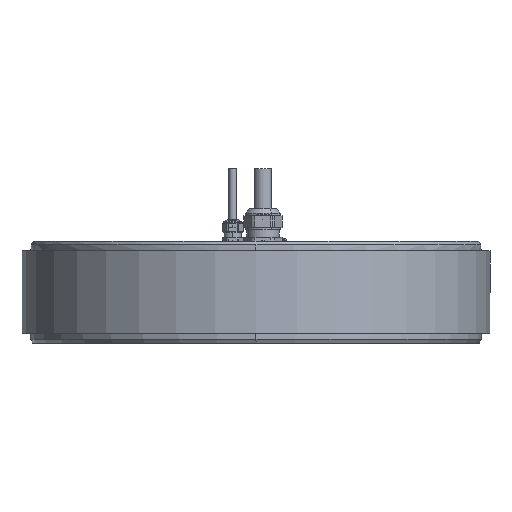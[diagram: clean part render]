
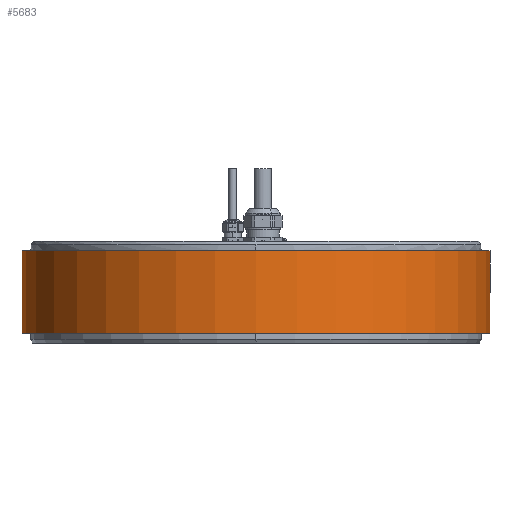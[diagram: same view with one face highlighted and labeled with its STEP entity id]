
A CAD part, front view. The second image highlights one B-rep face of the part: STEP entity #5683.
In plain terms, the highlighted cylindrical face has radius 161 mm (diameter 322 mm), a partial arc.
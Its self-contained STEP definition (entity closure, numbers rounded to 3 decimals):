
#81=CARTESIAN_POINT('',(0.,0.,-6.6));
#82=DIRECTION('',(0.,0.,1.));
#83=DIRECTION('',(-0.183,0.983,0.));
#84=AXIS2_PLACEMENT_3D('',#81,#82,#83);
#86=DIRECTION('',(0.,0.,1.));
#87=VECTOR('',#86,56.8);
#88=CARTESIAN_POINT('',(29.5,158.274,-63.4));
#89=LINE('',#88,#87);
#90=CARTESIAN_POINT('',(0.,0.,-63.4));
#91=DIRECTION('',(0.,0.,-1.));
#92=DIRECTION('',(0.183,0.983,0.));
#93=AXIS2_PLACEMENT_3D('',#90,#91,#92);
#95=DIRECTION('',(0.,0.,1.));
#96=VECTOR('',#95,56.8);
#97=CARTESIAN_POINT('',(-29.5,158.274,-63.4));
#98=LINE('',#97,#96);
#5029=CARTESIAN_POINT('',(-29.5,158.274,-63.4));
#5030=CARTESIAN_POINT('',(29.5,158.274,-63.4));
#5031=VERTEX_POINT('',#5029);
#5032=VERTEX_POINT('',#5030);
#5033=CARTESIAN_POINT('',(-29.5,158.274,-6.6));
#5034=CARTESIAN_POINT('',(29.5,158.274,-6.6));
#5035=VERTEX_POINT('',#5033);
#5036=VERTEX_POINT('',#5034);
#5671=CARTESIAN_POINT('',(0.,0.,-3.76));
#5672=DIRECTION('',(0.,0.,-1.));
#5673=DIRECTION('',(1.,0.,0.));
#5674=AXIS2_PLACEMENT_3D('',#5671,#5672,#5673);
#5675=CYLINDRICAL_SURFACE('',#5674,161.);
#5677=ORIENTED_EDGE('',*,*,#5676,.T.);
#5678=ORIENTED_EDGE('',*,*,#5636,.F.);
#5679=ORIENTED_EDGE('',*,*,#5660,.T.);
#5680=ORIENTED_EDGE('',*,*,#5640,.T.);
#5681=EDGE_LOOP('',(#5677,#5678,#5679,#5680));
#5682=FACE_OUTER_BOUND('',#5681,.F.);
#5683=ADVANCED_FACE('',(#5682),#5675,.T.);
#85=CIRCLE('',#84,161.);
#94=CIRCLE('',#93,161.);
#5636=EDGE_CURVE('',#5032,#5036,#89,.T.);
#5640=EDGE_CURVE('',#5031,#5035,#98,.T.);
#5660=EDGE_CURVE('',#5032,#5031,#94,.T.);
#5676=EDGE_CURVE('',#5035,#5036,#85,.T.);
